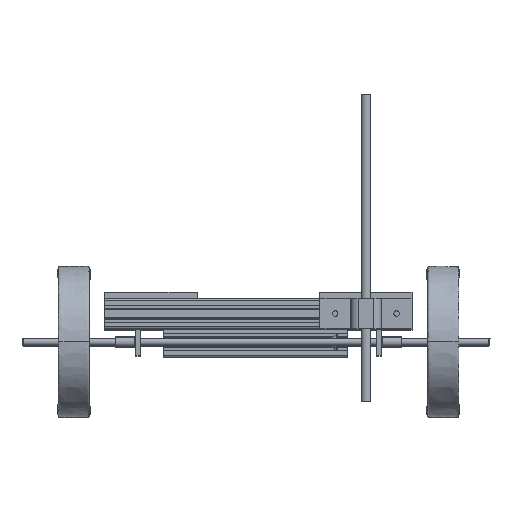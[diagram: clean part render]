
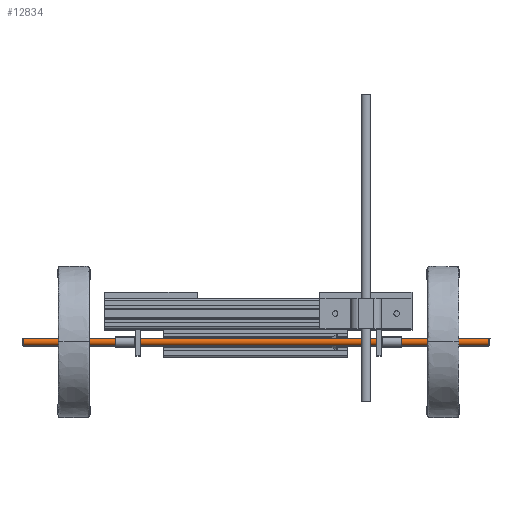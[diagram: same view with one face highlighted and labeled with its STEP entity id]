
A CAD part, top view. The second image highlights one B-rep face of the part: STEP entity #12834.
In plain terms, the highlighted cylindrical face has radius 2.413 mm (diameter 4.826 mm), a full revolution.
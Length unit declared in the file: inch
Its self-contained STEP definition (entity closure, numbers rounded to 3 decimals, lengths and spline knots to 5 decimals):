
#1654=FACE_OUTER_BOUND('',#2402,.T.);
#2402=EDGE_LOOP('',(#9745,#9746,#9747,#9748,#9749,#9750));
#3490=LINE('',#18252,#4725);
#4725=VECTOR('',#15285,0.095);
#5600=CIRCLE('',#13882,0.095);
#5601=CIRCLE('',#13883,0.095);
#5602=CIRCLE('',#13885,0.095);
#5603=CIRCLE('',#13886,0.095);
#6095=VERTEX_POINT('',#18242);
#6096=VERTEX_POINT('',#18243);
#6097=VERTEX_POINT('',#18248);
#6098=VERTEX_POINT('',#18249);
#7462=EDGE_CURVE('',#6095,#6096,#5600,.T.);
#7463=EDGE_CURVE('',#6096,#6095,#5601,.T.);
#7465=EDGE_CURVE('',#6097,#6098,#5602,.T.);
#7466=EDGE_CURVE('',#6098,#6097,#5603,.T.);
#7467=EDGE_CURVE('',#6098,#6095,#3490,.T.);
#9745=ORIENTED_EDGE('',*,*,#7465,.F.);
#9746=ORIENTED_EDGE('',*,*,#7466,.F.);
#9747=ORIENTED_EDGE('',*,*,#7467,.T.);
#9748=ORIENTED_EDGE('',*,*,#7462,.T.);
#9749=ORIENTED_EDGE('',*,*,#7463,.T.);
#9750=ORIENTED_EDGE('',*,*,#7467,.F.);
#12630=CYLINDRICAL_SURFACE('',#13884,0.095);
#12834=ADVANCED_FACE('',(#1654),#12630,.T.);
#13882=AXIS2_PLACEMENT_3D('',#18244,#15274,#15275);
#13883=AXIS2_PLACEMENT_3D('',#18245,#15276,#15277);
#13884=AXIS2_PLACEMENT_3D('',#18247,#15279,#15280);
#13885=AXIS2_PLACEMENT_3D('',#18250,#15281,#15282);
#13886=AXIS2_PLACEMENT_3D('',#18251,#15283,#15284);
#15274=DIRECTION('center_axis',(1.,0.,0.));
#15275=DIRECTION('ref_axis',(0.,0.,1.));
#15276=DIRECTION('center_axis',(1.,0.,0.));
#15277=DIRECTION('ref_axis',(0.,0.,1.));
#15279=DIRECTION('center_axis',(1.,0.,0.));
#15280=DIRECTION('ref_axis',(0.,0.,-1.));
#15281=DIRECTION('center_axis',(1.,0.,0.));
#15282=DIRECTION('ref_axis',(0.,-1.,0.));
#15283=DIRECTION('center_axis',(1.,0.,0.));
#15284=DIRECTION('ref_axis',(0.,-1.,0.));
#15285=DIRECTION('',(-1.,0.,0.));
#18242=CARTESIAN_POINT('',(0.03516,0.,0.095));
#18243=CARTESIAN_POINT('',(0.03516,0.095,0.));
#18244=CARTESIAN_POINT('Origin',(0.03516,0.,0.));
#18245=CARTESIAN_POINT('Origin',(0.03516,0.,0.));
#18247=CARTESIAN_POINT('Origin',(0.,0.,0.));
#18248=CARTESIAN_POINT('',(11.96484,-0.095,0.));
#18249=CARTESIAN_POINT('',(11.96484,0.,0.095));
#18250=CARTESIAN_POINT('Origin',(11.96484,0.,0.));
#18251=CARTESIAN_POINT('Origin',(11.96484,0.,0.));
#18252=CARTESIAN_POINT('',(0.,0.,0.095));
